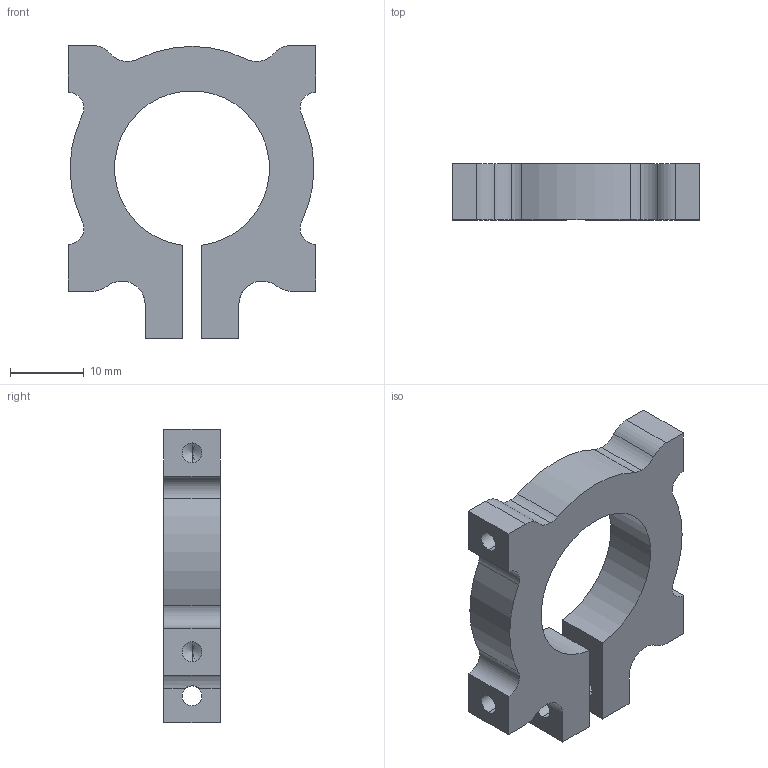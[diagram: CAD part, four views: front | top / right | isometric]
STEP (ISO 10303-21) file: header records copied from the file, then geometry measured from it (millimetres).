
FILE_DESCRIPTION (( 'STEP AP203' ), '1' );
FILE_NAME ('545662.STEP', '2014-07-11T18:21:08', ( 'Kyle' ), ( 'Microsoft' ), 'SwSTEP 2.0', 'SolidWorks 2014', '' );
FILE_SCHEMA (( 'CONFIG_CONTROL_DESIGN' ));
Length unit declared in the file: inch
Products named in the file (1): 545662
Bounding box: 33.53 x 7.62 x 39.7 mm (x, y, z)
Volume: 5406.7 mm3; surface area: 3579.6 mm2
Topology: 1 solids, 1 shells, 56 faces, 157 edges, 98 vertices
Faces by surface type: cylinder 32, plane 16, cone 8
Entity records: 1886 total; most frequent: CARTESIAN_POINT 348, DIRECTION 321, ORIENTED_EDGE 298, EDGE_CURVE 149, AXIS2_PLACEMENT_3D 119, VERTEX_POINT 98, VECTOR 83, LINE 83
